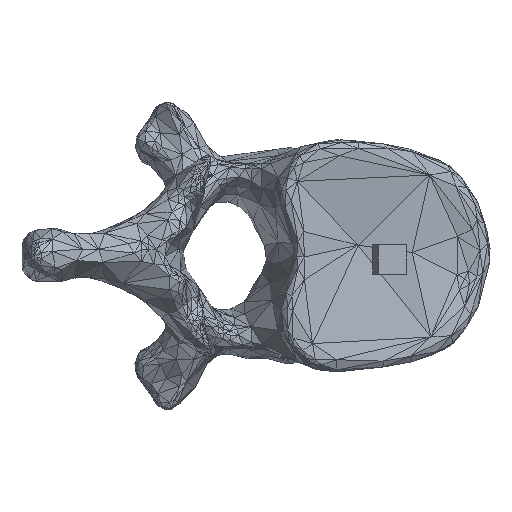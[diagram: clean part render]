
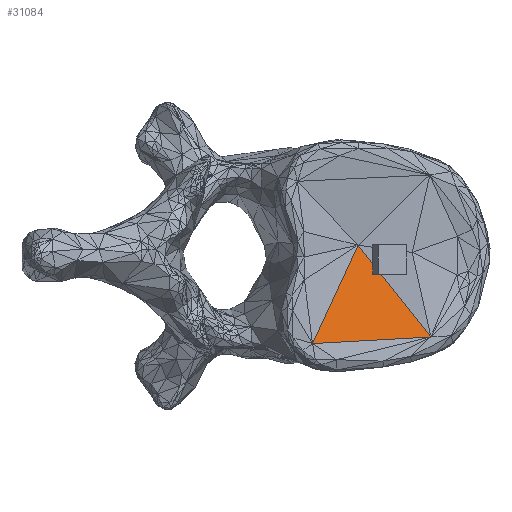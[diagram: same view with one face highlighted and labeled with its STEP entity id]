
A CAD part, left-side view. The second image highlights one B-rep face of the part: STEP entity #31084.
In plain terms, the highlighted planar face has unit normal (-0.966, -0.236, 0.11).
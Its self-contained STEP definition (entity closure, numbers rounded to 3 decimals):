
#1410=FACE_OUTER_BOUND('',#4097,.T.);
#4097=EDGE_LOOP('',(#23119,#23120,#23121,#23122,#23123,#23124));
#5389=LINE('',#44507,#9439);
#5401=LINE('',#44531,#9451);
#5405=LINE('',#44539,#9455);
#5409=LINE('',#44546,#9459);
#7566=LINE('',#48861,#11616);
#7570=LINE('',#48869,#11620);
#9439=VECTOR('',#35081,10.);
#9451=VECTOR('',#35099,10.);
#9455=VECTOR('',#35107,19.935);
#9459=VECTOR('',#35113,19.935);
#11616=VECTOR('',#40044,18.799);
#11620=VECTOR('',#40052,20.752);
#13489=VERTEX_POINT('',#44505);
#13490=VERTEX_POINT('',#44506);
#13499=VERTEX_POINT('',#44530);
#13501=VERTEX_POINT('',#44538);
#13503=VERTEX_POINT('',#44544);
#14274=VERTEX_POINT('',#48859);
#14852=EDGE_CURVE('',#13489,#13490,#5389,.T.);
#14864=EDGE_CURVE('',#13490,#13499,#5401,.T.);
#14868=EDGE_CURVE('',#13501,#13489,#5405,.T.);
#14872=EDGE_CURVE('',#13499,#13503,#5409,.T.);
#17029=EDGE_CURVE('',#13503,#14274,#7566,.T.);
#17033=EDGE_CURVE('',#13501,#14274,#7570,.T.);
#23119=ORIENTED_EDGE('',*,*,#14864,.T.);
#23120=ORIENTED_EDGE('',*,*,#14872,.T.);
#23121=ORIENTED_EDGE('',*,*,#17029,.T.);
#23122=ORIENTED_EDGE('',*,*,#17033,.F.);
#23123=ORIENTED_EDGE('',*,*,#14868,.T.);
#23124=ORIENTED_EDGE('',*,*,#14852,.T.);
#28397=PLANE('',#33785);
#31084=ADVANCED_FACE('',(#1410),#28397,.F.);
#33785=AXIS2_PLACEMENT_3D('',#48868,#40050,#40051);
#35081=DIRECTION('',(-0.237,0.971,0.));
#35099=DIRECTION('',(0.106,0.031,0.994));
#35107=DIRECTION('',(-0.062,0.62,0.782));
#35113=DIRECTION('',(-0.062,0.62,0.782));
#40044=DIRECTION('',(-0.202,0.411,-0.889));
#40050=DIRECTION('center_axis',(0.965,0.236,-0.11));
#40051=DIRECTION('ref_axis',(-0.114,0.,-0.994));
#40052=DIRECTION('',(-0.243,0.969,-0.054));
#44505=CARTESIAN_POINT('',(1101.872,-74.011,-2.5));
#44506=CARTESIAN_POINT('',(1101.533,-72.625,-2.5));
#44507=CARTESIAN_POINT('',(1062.729,86.155,-2.5));
#44530=CARTESIAN_POINT('',(1101.727,-72.569,-0.682));
#44531=CARTESIAN_POINT('',(1095.57,-74.363,-58.386));
#44538=CARTESIAN_POINT('',(1102.72,-82.471,-13.165));
#44539=CARTESIAN_POINT('',(1102.72,-82.471,-13.165));
#44544=CARTESIAN_POINT('',(1101.48,-70.106,2.423));
#44546=CARTESIAN_POINT('',(1102.72,-82.471,-13.165));
#48859=CARTESIAN_POINT('',(1097.68,-62.371,-14.283));
#48861=CARTESIAN_POINT('',(1101.48,-70.106,2.423));
#48868=CARTESIAN_POINT('Origin',(1010.516,246.955,-115.501));
#48869=CARTESIAN_POINT('',(1102.72,-82.471,-13.165));
